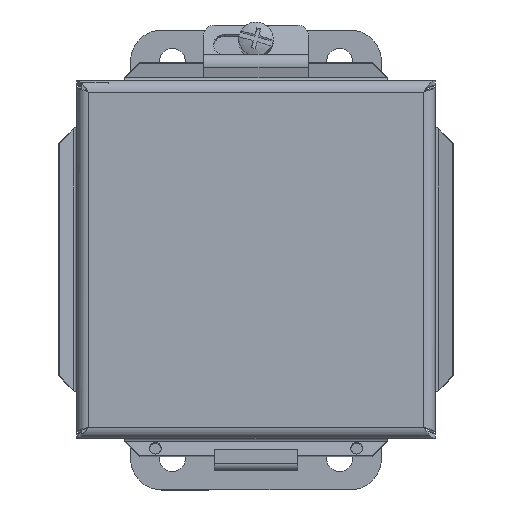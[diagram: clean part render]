
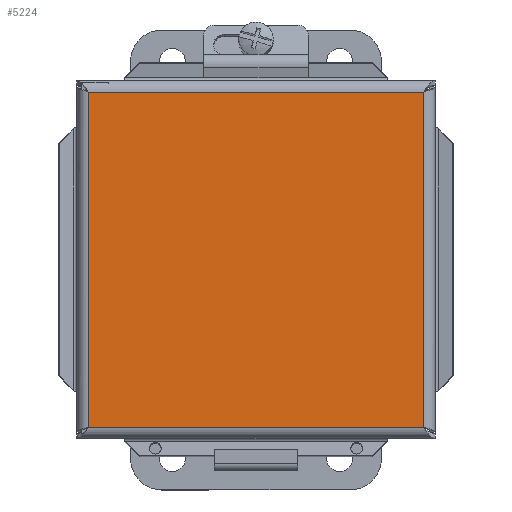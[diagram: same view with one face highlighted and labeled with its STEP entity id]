
A CAD part, top view. The second image highlights one B-rep face of the part: STEP entity #5224.
In plain terms, the highlighted planar face has unit normal (0, 0, 1).
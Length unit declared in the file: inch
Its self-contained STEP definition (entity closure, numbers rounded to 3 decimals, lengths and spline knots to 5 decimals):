
#677=FACE_OUTER_BOUND('',#990,.T.);
#990=EDGE_LOOP('',(#4507,#4508,#4509,#4510));
#1370=LINE('',#8807,#1885);
#1403=LINE('',#9050,#1918);
#1505=LINE('',#9497,#2020);
#1506=LINE('',#9499,#2021);
#1885=VECTOR('',#6712,0.3937);
#1918=VECTOR('',#6765,0.3937);
#2020=VECTOR('',#7039,0.3937);
#2021=VECTOR('',#7042,0.3937);
#2291=VERTEX_POINT('',#8528);
#2322=VERTEX_POINT('',#8676);
#2350=VERTEX_POINT('',#8806);
#2362=VERTEX_POINT('',#8963);
#2949=EDGE_CURVE('',#2350,#2322,#1370,.T.);
#2991=EDGE_CURVE('',#2291,#2362,#1403,.T.);
#3129=EDGE_CURVE('',#2322,#2291,#1505,.T.);
#3130=EDGE_CURVE('',#2362,#2350,#1506,.T.);
#4507=ORIENTED_EDGE('',*,*,#3129,.T.);
#4508=ORIENTED_EDGE('',*,*,#2991,.T.);
#4509=ORIENTED_EDGE('',*,*,#3130,.T.);
#4510=ORIENTED_EDGE('',*,*,#2949,.T.);
#4706=PLANE('',#5768);
#5224=ADVANCED_FACE('',(#677),#4706,.T.);
#5768=AXIS2_PLACEMENT_3D('',#9500,#7043,#7044);
#6712=DIRECTION('',(0.,-1.,0.));
#6765=DIRECTION('',(0.,1.,0.));
#7039=DIRECTION('',(1.,0.,0.));
#7042=DIRECTION('',(-1.,0.,0.));
#7043=DIRECTION('center_axis',(0.,0.,1.));
#7044=DIRECTION('ref_axis',(1.,0.,0.));
#8528=CARTESIAN_POINT('',(2.0035,-2.0035,0.059));
#8676=CARTESIAN_POINT('',(-2.0035,-2.0035,0.059));
#8806=CARTESIAN_POINT('',(-2.0035,2.0035,0.059));
#8807=CARTESIAN_POINT('',(-2.0035,1.00175,0.059));
#8963=CARTESIAN_POINT('',(2.0035,2.0035,0.059));
#9050=CARTESIAN_POINT('',(2.0035,-1.00175,0.059));
#9497=CARTESIAN_POINT('',(-1.00175,-2.0035,0.059));
#9499=CARTESIAN_POINT('',(1.00175,2.0035,0.059));
#9500=CARTESIAN_POINT('Origin',(0.,0.,0.059));
